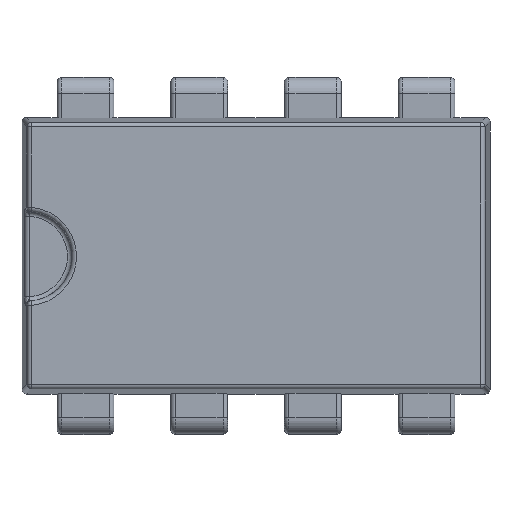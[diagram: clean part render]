
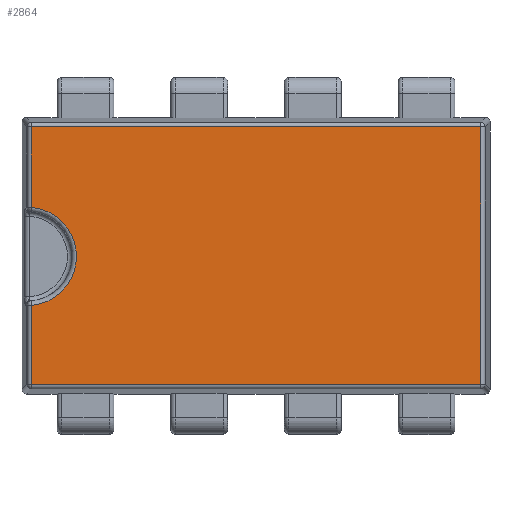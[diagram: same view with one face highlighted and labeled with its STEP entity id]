
A CAD part, top view. The second image highlights one B-rep face of the part: STEP entity #2864.
In plain terms, the highlighted planar face has unit normal (0, 0, 1).
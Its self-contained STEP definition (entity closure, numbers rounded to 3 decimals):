
#131=PLANE('',#3174);
#239=FACE_OUTER_BOUND('',#413,.T.);
#413=EDGE_LOOP('',(#2202,#2203,#2204,#2205,#2206,#2207));
#696=LINE('',#5192,#944);
#697=LINE('',#5196,#945);
#698=LINE('',#5198,#946);
#699=LINE('',#5200,#947);
#700=LINE('',#5201,#948);
#944=VECTOR('',#3828,10.);
#945=VECTOR('',#3833,10.);
#946=VECTOR('',#3834,10.);
#947=VECTOR('',#3835,10.);
#948=VECTOR('',#3836,10.);
#1086=CIRCLE('',#3164,1.1);
#1331=VERTEX_POINT('',#5148);
#1332=VERTEX_POINT('',#5150);
#1338=VERTEX_POINT('',#5191);
#1339=VERTEX_POINT('',#5195);
#1340=VERTEX_POINT('',#5197);
#1341=VERTEX_POINT('',#5199);
#1658=EDGE_CURVE('',#1332,#1331,#1086,.T.);
#1668=EDGE_CURVE('',#1331,#1338,#696,.T.);
#1670=EDGE_CURVE('',#1339,#1332,#697,.T.);
#1671=EDGE_CURVE('',#1340,#1339,#698,.T.);
#1672=EDGE_CURVE('',#1341,#1340,#699,.T.);
#1673=EDGE_CURVE('',#1338,#1341,#700,.T.);
#2202=ORIENTED_EDGE('',*,*,#1658,.F.);
#2203=ORIENTED_EDGE('',*,*,#1670,.F.);
#2204=ORIENTED_EDGE('',*,*,#1671,.F.);
#2205=ORIENTED_EDGE('',*,*,#1672,.F.);
#2206=ORIENTED_EDGE('',*,*,#1673,.F.);
#2207=ORIENTED_EDGE('',*,*,#1668,.F.);
#2864=ADVANCED_FACE('',(#239),#131,.T.);
#3164=AXIS2_PLACEMENT_3D('',#5152,#3805,#3806);
#3174=AXIS2_PLACEMENT_3D('',#5194,#3831,#3832);
#3805=DIRECTION('center_axis',(0.,0.,1.));
#3806=DIRECTION('ref_axis',(1.,0.,0.));
#3828=DIRECTION('',(0.,1.,0.));
#3831=DIRECTION('center_axis',(0.,0.,1.));
#3832=DIRECTION('ref_axis',(1.,0.,0.));
#3833=DIRECTION('',(0.,1.,0.));
#3834=DIRECTION('',(-1.,0.,0.));
#3835=DIRECTION('',(0.,-1.,0.));
#3836=DIRECTION('',(1.,0.,0.));
#5148=CARTESIAN_POINT('',(-0.79,5.169,3.35));
#5150=CARTESIAN_POINT('',(-0.79,2.977,3.35));
#5152=CARTESIAN_POINT('Origin',(-0.883,4.073,3.35));
#5191=CARTESIAN_POINT('',(-0.79,6.97,3.35));
#5192=CARTESIAN_POINT('',(-0.79,4.863,3.35));
#5194=CARTESIAN_POINT('Origin',(4.23,4.09,3.35));
#5195=CARTESIAN_POINT('',(-0.79,1.21,3.35));
#5196=CARTESIAN_POINT('',(-0.79,4.863,3.35));
#5197=CARTESIAN_POINT('',(9.25,1.21,3.35));
#5198=CARTESIAN_POINT('',(2.923,1.21,3.35));
#5199=CARTESIAN_POINT('',(9.25,6.97,3.35));
#5200=CARTESIAN_POINT('',(9.25,3.318,3.35));
#5201=CARTESIAN_POINT('',(5.538,6.97,3.35));
